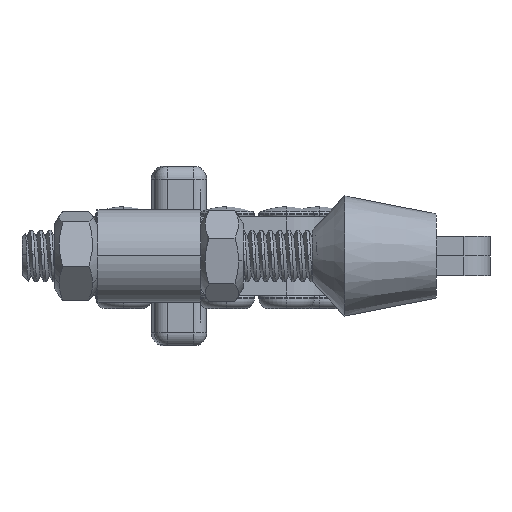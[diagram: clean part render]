
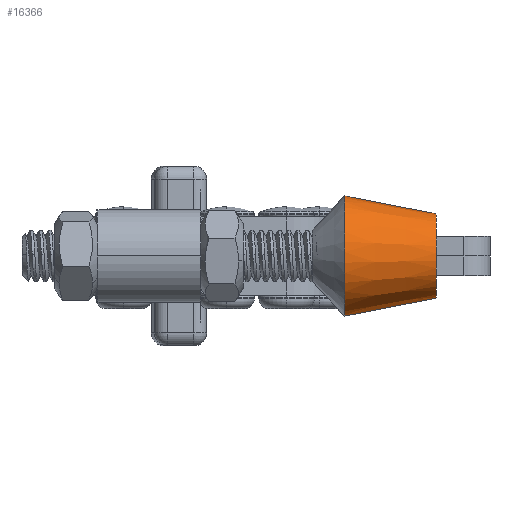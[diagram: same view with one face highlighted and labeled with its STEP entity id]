
A CAD part, left-side view. The second image highlights one B-rep face of the part: STEP entity #16366.
In plain terms, the highlighted conical face has half-angle 11.113 degrees and reference radius 9.25 mm.
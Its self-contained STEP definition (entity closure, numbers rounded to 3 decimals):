
#1744 = EDGE_LOOP ( 'NONE', ( #8721, #19624, #24658, #17261 ) ) ;
#1755 = CARTESIAN_POINT ( 'NONE',  ( 0., 0., -8.5 ) ) ;
#2739 = DIRECTION ( 'NONE',  ( 0., 0., 1. ) ) ;
#3700 = DIRECTION ( 'NONE',  ( 0., 0., 1. ) ) ;
#4476 = DIRECTION ( 'NONE',  ( 0., -1., 0. ) ) ;
#6605 = CIRCLE ( 'NONE', #8619, 9.25 ) ;
#6892 = CARTESIAN_POINT ( 'NONE',  ( 0., 6.5, -8.5 ) ) ;
#7557 = DIRECTION ( 'NONE',  ( 0., 0.193, 0.981 ) ) ;
#7788 = VERTEX_POINT ( 'NONE', #17202 ) ;
#8619 = AXIS2_PLACEMENT_3D ( 'NONE', #19945, #3700, #22661 ) ;
#8721 = ORIENTED_EDGE ( 'NONE', *, *, #14204, .F. ) ;
#9128 = VERTEX_POINT ( 'NONE', #21743 ) ;
#9388 = CARTESIAN_POINT ( 'NONE',  ( 0., -9.25, 5.5 ) ) ;
#10618 = EDGE_CURVE ( 'NONE', #34905, #7788, #12867, .T. ) ;
#10647 = VERTEX_POINT ( 'NONE', #6892 ) ;
#12862 = EDGE_CURVE ( 'NONE', #9128, #7788, #6605, .T. ) ;
#12867 = LINE ( 'NONE', #9388, #20908 ) ;
#14204 = EDGE_CURVE ( 'NONE', #10647, #9128, #22652, .T. ) ;
#15457 = VECTOR ( 'NONE', #7557, 1000. ) ;
#15648 = CARTESIAN_POINT ( 'NONE',  ( 0., 9.25, 5.5 ) ) ;
#16366 = ADVANCED_FACE ( 'NONE', ( #17053 ), #29712, .T. ) ;
#17053 = FACE_OUTER_BOUND ( 'NONE', #1744, .T. ) ;
#17088 = AXIS2_PLACEMENT_3D ( 'NONE', #29819, #2739, #27238 ) ;
#17202 = CARTESIAN_POINT ( 'NONE',  ( 0., -9.25, 5.5 ) ) ;
#17261 = ORIENTED_EDGE ( 'NONE', *, *, #12862, .F. ) ;
#17586 = DIRECTION ( 'NONE',  ( 0., -0.193, 0.981 ) ) ;
#19624 = ORIENTED_EDGE ( 'NONE', *, *, #20382, .T. ) ;
#19945 = CARTESIAN_POINT ( 'NONE',  ( 0., 0., 5.5 ) ) ;
#20382 = EDGE_CURVE ( 'NONE', #10647, #34905, #23701, .T. ) ;
#20687 = DIRECTION ( 'NONE',  ( 0., 0., 1. ) ) ;
#20908 = VECTOR ( 'NONE', #17586, 1000. ) ;
#21743 = CARTESIAN_POINT ( 'NONE',  ( 0., 9.25, 5.5 ) ) ;
#22652 = LINE ( 'NONE', #15648, #15457 ) ;
#22661 = DIRECTION ( 'NONE',  ( 0., -1., 0. ) ) ;
#23259 = CARTESIAN_POINT ( 'NONE',  ( 0., -6.5, -8.5 ) ) ;
#23701 = CIRCLE ( 'NONE', #32779, 6.5 ) ;
#24658 = ORIENTED_EDGE ( 'NONE', *, *, #10618, .T. ) ;
#27238 = DIRECTION ( 'NONE',  ( 0., -1., 0. ) ) ;
#29712 = CONICAL_SURFACE ( 'NONE', #17088, 9.25, 0.194 ) ;
#29819 = CARTESIAN_POINT ( 'NONE',  ( 0., 0., 5.5 ) ) ;
#32779 = AXIS2_PLACEMENT_3D ( 'NONE', #1755, #20687, #4476 ) ;
#34905 = VERTEX_POINT ( 'NONE', #23259 ) ;
